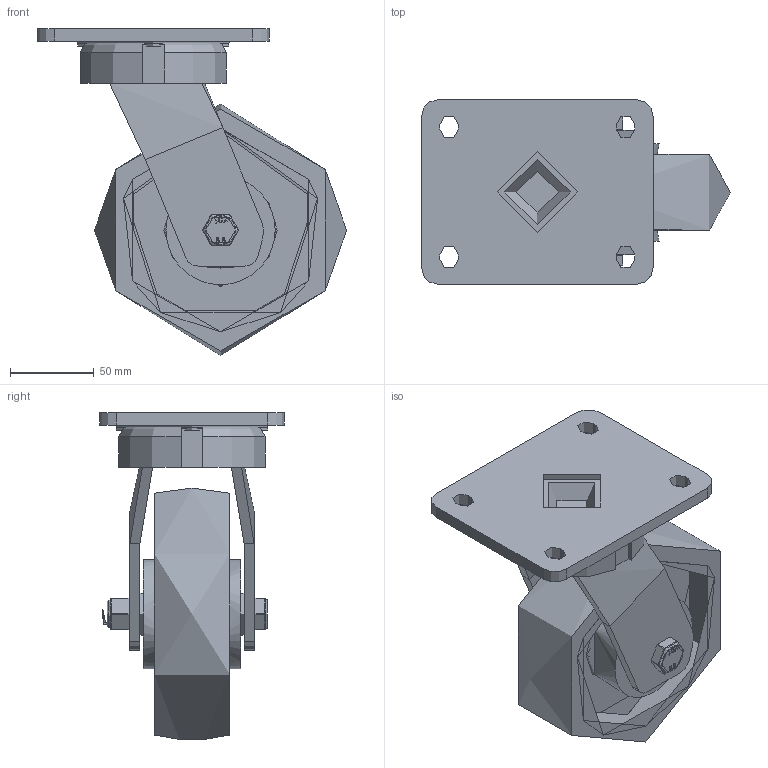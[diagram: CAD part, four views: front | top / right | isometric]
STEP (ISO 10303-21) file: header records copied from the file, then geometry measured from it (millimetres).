
FILE_DESCRIPTION(/* description */ (''),/* implementation_level */ '2;1');
FILE_NAME(/* name */ 'BZKL150NYBJ.step',/* time_stamp */ '2024-08-22T16:01:56+01:00',/* author */ (''),/* organization */ (''),/* preprocessor_version */ 'ST-DEVELOPER v20',/* originating_system */ 'Autodesk Translation Framework v13.14.0.145',/* authorisation */ '');
FILE_SCHEMA (('AUTOMOTIVE_DESIGN { 1 0 10303 214 3 1 1 }'));
Length unit declared in the file: millimetre
Products named in the file (31): BZKL150NYBJ; BZXH150WNYBJM20 v1; BEARING6204; BEARING62042; BALL BEARINGS; BEARING6204 (1); BEARING62042 (1); BALL BEARINGS (1); Component3; INNER; OUTER; MIDDLE; RUBBER; BSM20XM30; ZINC PLATED BEARING SPACER; BZXH150WNYBJ; WHITE NYLON WHEEL; BZKL150AS - 62 v1; FABRICATED STEEL TOP PLATE (1); FABRICATED STEEL FORKS (1); FABRICATED STEEL FORKS Geometry (1); TH20X2X12 v1; ZINC PLATED HEADED SPACER; TH20X2X12 v1 (1); ZINC PLATED HEADED SPACER (1); HEXBOLTM12X90Z8.8 v2; GRADE 8.8 ZINC PLATED BOLT; NYLOCM12Z14MM v1; NYLOC NUT; NUT; RUBBER (1)
Assembly tree (49 placements, depth 6):
  BZKL150NYBJ
    BZXH150WNYBJM20 v1
      BEARING6204
        BEARING62042
          INNER
          OUTER
          BALL BEARINGS
            Component3  x8
          MIDDLE
          RUBBER
      BEARING6204 (1)
        BEARING62042 (1)
          BALL BEARINGS (1)
            Component3  x8
          INNER
          OUTER
          MIDDLE
          RUBBER
      BSM20XM30
        ZINC PLATED BEARING SPACER
      BZXH150WNYBJ
        WHITE NYLON WHEEL
    BZKL150AS - 62 v1
      FABRICATED STEEL TOP PLATE (1)
      FABRICATED STEEL FORKS (1)
        FABRICATED STEEL FORKS Geometry (1)
    TH20X2X12 v1
      ZINC PLATED HEADED SPACER
    TH20X2X12 v1 (1)
      ZINC PLATED HEADED SPACER (1)
    HEXBOLTM12X90Z8.8 v2
      GRADE 8.8 ZINC PLATED BOLT
    NYLOCM12Z14MM v1
      NYLOC NUT
        NUT
        RUBBER (1)
Bounding box: 184 x 110 x 194.66 mm (x, y, z)
Volume: 819436.5 mm3; surface area: 211905.1 mm2
Topology: 35 solids, 35 shells, 1048 faces, 2662 edges, 1764 vertices
Faces by surface type: plane 418, bspline 330, cylinder 209, sphere 66, torus 19, cone 6
Full cylindrical faces by diameter (mm): 9.836 x16, 11.834 x16, 12 x3, 12.2 x2, 13 x2, 14 x2, 17.75 x1, 18.5 x1, 19.8 x2, 20 x2, 21.5 x1, 25 x2, 25.4 x1, 27 x2, 28.5 x8, 30.8 x4, 31.3 x4, 40.3 x4, 40.5 x5, 40.8 x4, 42 x10, 47 x2, 48 x1, 65 x2, 87 x1, 90 x1
Entity records: 29868 total; most frequent: CARTESIAN_POINT 13597, ORIENTED_EDGE 3386, DIRECTION 2818, EDGE_CURVE 1693, VERTEX_POINT 1126, AXIS2_PLACEMENT_3D 1030, EDGE_LOOP 829, LINE 758
